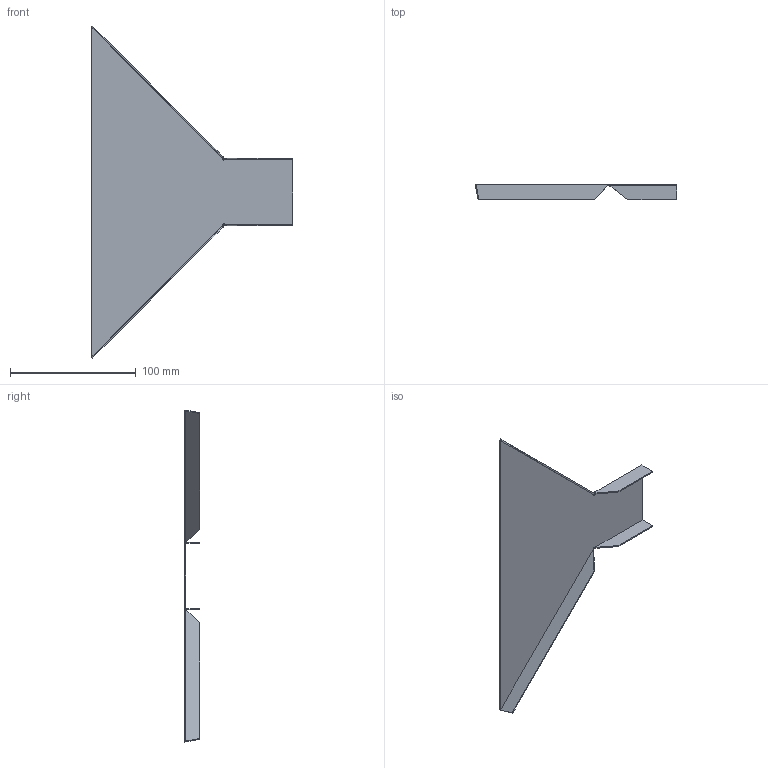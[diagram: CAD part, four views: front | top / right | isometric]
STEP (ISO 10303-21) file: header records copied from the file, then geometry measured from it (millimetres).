
FILE_DESCRIPTION(/* description */ (''),/* implementation_level */ '2;1');
FILE_NAME(/* name */ 'KTUplus-50.ipt.stp',/* time_stamp */ '2023-05-25T16:59:31+03:00',/* author */ ('Manager3'),/* organization */ (''),/* preprocessor_version */ 'ST-DEVELOPER v19.2',/* originating_system */ 'Autodesk Inventor 2023',/* authorisation */ '');
FILE_SCHEMA (('AUTOMOTIVE_DESIGN { 1 0 10303 214 3 1 1 }'));
Length unit declared in the file: millimetre
Products named in the file (1): Крышка Т-ответвителя 
50 "ПЛЮС"
Bounding box: 160.13 x 12.24 x 264.15 mm (x, y, z)
Volume: 23957 mm3; surface area: 48702 mm2
Topology: 1 solids, 1 shells, 34 faces, 104 edges, 72 vertices
Faces by surface type: plane 26, bspline 8
Entity records: 3364 total; most frequent: CARTESIAN_POINT 2417, ORIENTED_EDGE 208, DIRECTION 130, EDGE_CURVE 104, LINE 76, VECTOR 76, VERTEX_POINT 72, STYLED_ITEM 35
